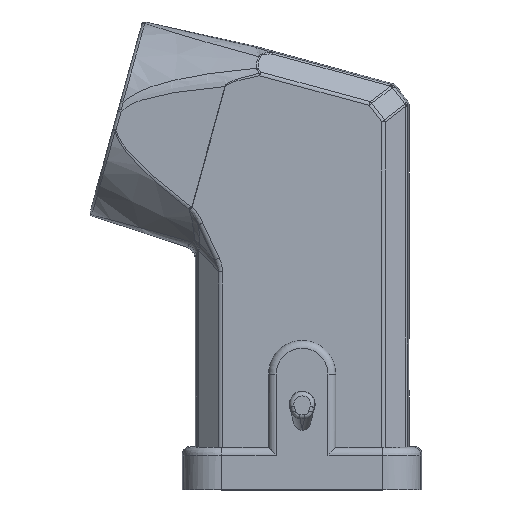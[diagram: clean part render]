
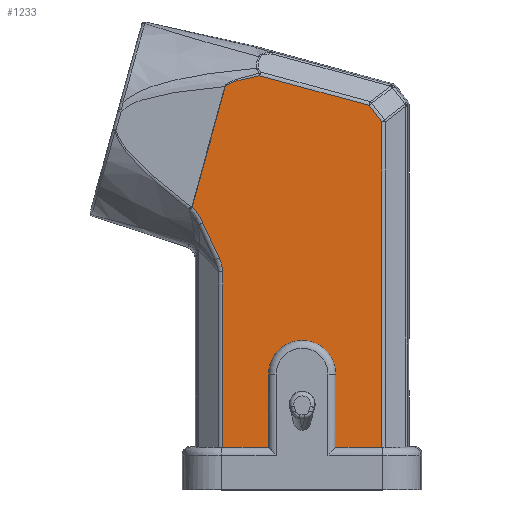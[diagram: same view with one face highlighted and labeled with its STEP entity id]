
A CAD part, top view. The second image highlights one B-rep face of the part: STEP entity #1233.
In plain terms, the highlighted planar face has unit normal (0, 0, 1).
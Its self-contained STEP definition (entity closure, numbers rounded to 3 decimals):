
#139=CIRCLE('',#3896,3.894);
#304=B_SPLINE_CURVE_WITH_KNOTS('',3,(#6015,#6016,#6017,#6018,#6019,#6020,
#6021,#6022,#6023,#6024,#6025,#6026,#6027,#6028,#6029,#6030,#6031,#6032,
#6033,#6034,#6035,#6036,#6037,#6038,#6039,#6040,#6041,#6042),
 .UNSPECIFIED.,.F.,.F.,(4,2,2,2,2,2,2,2,2,2,2,2,2,4),(0.,0.063,
0.125,0.188,0.219,0.25,
0.313,0.344,0.375,0.438,
0.469,0.484,0.5,1.),.UNSPECIFIED.);
#305=B_SPLINE_CURVE_WITH_KNOTS('',3,(#6046,#6047,#6048,#6049),
 .UNSPECIFIED.,.F.,.F.,(4,4),(0.,1.),.UNSPECIFIED.);
#306=B_SPLINE_CURVE_WITH_KNOTS('',3,(#6053,#6054,#6055,#6056),
 .UNSPECIFIED.,.F.,.F.,(4,4),(0.,1.),.UNSPECIFIED.);
#464=PLANE('',#3897);
#562=FACE_OUTER_BOUND('',#1580,.T.);
#810=LINE('',#5785,#1031);
#853=LINE('',#6005,#1074);
#854=LINE('',#6007,#1075);
#855=LINE('',#6009,#1076);
#856=LINE('',#6011,#1077);
#857=LINE('',#6013,#1078);
#858=LINE('',#6044,#1079);
#859=LINE('',#6051,#1080);
#860=LINE('',#6058,#1081);
#861=LINE('',#6059,#1082);
#1031=VECTOR('',#4361,1.);
#1074=VECTOR('',#4487,1.);
#1075=VECTOR('',#4490,1.);
#1076=VECTOR('',#4491,1.);
#1077=VECTOR('',#4492,1.);
#1078=VECTOR('',#4493,1.);
#1079=VECTOR('',#4494,1.);
#1080=VECTOR('',#4495,1.);
#1081=VECTOR('',#4496,1.);
#1082=VECTOR('',#4497,1.);
#1233=ADVANCED_FACE('',(#562),#464,.T.);
#1580=EDGE_LOOP('',(#2157,#2158,#2159,#2160,#2161,#2162,#2163,#2164,#2165,
#2166,#2167,#2168,#2169,#2170));
#2157=ORIENTED_EDGE('',*,*,#3447,.F.);
#2158=ORIENTED_EDGE('',*,*,#3446,.T.);
#2159=ORIENTED_EDGE('',*,*,#3448,.F.);
#2160=ORIENTED_EDGE('',*,*,#3449,.T.);
#2161=ORIENTED_EDGE('',*,*,#3450,.T.);
#2162=ORIENTED_EDGE('',*,*,#3451,.F.);
#2163=ORIENTED_EDGE('',*,*,#3452,.T.);
#2164=ORIENTED_EDGE('',*,*,#3453,.T.);
#2165=ORIENTED_EDGE('',*,*,#3454,.T.);
#2166=ORIENTED_EDGE('',*,*,#3455,.T.);
#2167=ORIENTED_EDGE('',*,*,#3456,.F.);
#2168=ORIENTED_EDGE('',*,*,#3368,.T.);
#2169=ORIENTED_EDGE('',*,*,#3457,.F.);
#2170=ORIENTED_EDGE('',*,*,#3458,.T.);
#2990=VERTEX_POINT('',#5784);
#2991=VERTEX_POINT('',#5786);
#3041=VERTEX_POINT('',#5988);
#3046=VERTEX_POINT('',#6004);
#3047=VERTEX_POINT('',#6008);
#3048=VERTEX_POINT('',#6010);
#3049=VERTEX_POINT('',#6012);
#3050=VERTEX_POINT('',#6014);
#3051=VERTEX_POINT('',#6043);
#3052=VERTEX_POINT('',#6045);
#3053=VERTEX_POINT('',#6050);
#3054=VERTEX_POINT('',#6052);
#3055=VERTEX_POINT('',#6057);
#3056=VERTEX_POINT('',#6060);
#3368=EDGE_CURVE('',#2991,#2990,#810,.T.);
#3446=EDGE_CURVE('',#3041,#3046,#853,.T.);
#3447=EDGE_CURVE('',#3041,#3047,#854,.T.);
#3448=EDGE_CURVE('',#3048,#3046,#855,.T.);
#3449=EDGE_CURVE('',#3048,#3049,#856,.T.);
#3450=EDGE_CURVE('',#3049,#3050,#857,.T.);
#3451=EDGE_CURVE('',#3051,#3050,#304,.T.);
#3452=EDGE_CURVE('',#3051,#3052,#858,.T.);
#3453=EDGE_CURVE('',#3052,#3053,#305,.T.);
#3454=EDGE_CURVE('',#3053,#3054,#859,.T.);
#3455=EDGE_CURVE('',#3054,#3055,#306,.T.);
#3456=EDGE_CURVE('',#2991,#3055,#860,.T.);
#3457=EDGE_CURVE('',#3056,#2990,#861,.T.);
#3458=EDGE_CURVE('',#3056,#3047,#139,.T.);
#3896=AXIS2_PLACEMENT_3D('',#6061,#4498,#4499);
#3897=AXIS2_PLACEMENT_3D('',#6062,#4500,#4501);
#4361=DIRECTION('',(1.,0.,0.));
#4487=DIRECTION('',(1.,0.,0.));
#4490=DIRECTION('',(0.,1.,0.));
#4491=DIRECTION('',(0.,-1.,0.));
#4492=DIRECTION('',(-0.607,0.794,0.));
#4493=DIRECTION('',(-0.965,0.262,0.));
#4494=DIRECTION('',(-0.265,-0.964,0.));
#4495=DIRECTION('',(0.42,-0.908,0.));
#4496=DIRECTION('',(0.,1.,0.));
#4497=DIRECTION('',(0.,-1.,0.));
#4498=DIRECTION('',(0.,0.,-1.));
#4499=DIRECTION('',(-1.,0.,0.));
#4500=DIRECTION('',(0.,0.,1.));
#4501=DIRECTION('',(0.,-1.,0.));
#5784=CARTESIAN_POINT('',(-3.894,4.892,-1.));
#5785=CARTESIAN_POINT('',(-9.225,4.892,-1.));
#5786=CARTESIAN_POINT('',(-9.225,4.892,-1.));
#5988=CARTESIAN_POINT('',(3.894,4.892,-1.));
#6004=CARTESIAN_POINT('',(9.225,4.892,-1.));
#6005=CARTESIAN_POINT('',(3.894,4.892,-1.));
#6007=CARTESIAN_POINT('',(3.894,4.892,-1.));
#6008=CARTESIAN_POINT('',(3.894,13.4,-1.));
#6009=CARTESIAN_POINT('',(9.225,42.644,-1.));
#6010=CARTESIAN_POINT('',(9.225,42.644,-1.));
#6011=CARTESIAN_POINT('',(9.225,42.644,-1.));
#6012=CARTESIAN_POINT('',(7.763,44.556,-1.));
#6013=CARTESIAN_POINT('',(7.763,44.556,-1.));
#6014=CARTESIAN_POINT('',(-4.896,47.998,-1.));
#6015=CARTESIAN_POINT('',(-8.919,46.726,-1.));
#6016=CARTESIAN_POINT('',(-8.909,46.753,-1.));
#6017=CARTESIAN_POINT('',(-8.897,46.774,-1.));
#6018=CARTESIAN_POINT('',(-8.862,46.827,-1.));
#6019=CARTESIAN_POINT('',(-8.818,46.872,-1.));
#6020=CARTESIAN_POINT('',(-8.815,46.875,-1.));
#6021=CARTESIAN_POINT('',(-8.801,46.89,-1.));
#6022=CARTESIAN_POINT('',(-8.752,46.926,-1.));
#6023=CARTESIAN_POINT('',(-8.731,46.941,-1.));
#6024=CARTESIAN_POINT('',(-8.679,46.973,-1.));
#6025=CARTESIAN_POINT('',(-8.619,47.005,-1.));
#6026=CARTESIAN_POINT('',(-8.599,47.015,-1.));
#6027=CARTESIAN_POINT('',(-8.545,47.043,-1.));
#6028=CARTESIAN_POINT('',(-8.456,47.086,-1.));
#6029=CARTESIAN_POINT('',(-8.452,47.088,-1.));
#6030=CARTESIAN_POINT('',(-8.407,47.108,-1.));
#6031=CARTESIAN_POINT('',(-8.329,47.142,-1.));
#6032=CARTESIAN_POINT('',(-8.309,47.15,-1.));
#6033=CARTESIAN_POINT('',(-8.271,47.166,-1.));
#6034=CARTESIAN_POINT('',(-8.175,47.203,-1.));
#6035=CARTESIAN_POINT('',(-8.136,47.217,-1.));
#6036=CARTESIAN_POINT('',(-8.068,47.242,-1.));
#6037=CARTESIAN_POINT('',(-8.044,47.25,-1.));
#6038=CARTESIAN_POINT('',(-7.993,47.268,-1.));
#6039=CARTESIAN_POINT('',(-7.937,47.287,-1.));
#6040=CARTESIAN_POINT('',(-7.898,47.3,-1.));
#6041=CARTESIAN_POINT('',(-6.909,47.639,-1.));
#6042=CARTESIAN_POINT('',(-4.896,47.998,-1.));
#6043=CARTESIAN_POINT('',(-8.919,46.726,-1.));
#6044=CARTESIAN_POINT('',(-8.919,46.726,-1.));
#6045=CARTESIAN_POINT('',(-12.77,32.733,-1.));
#6046=CARTESIAN_POINT('',(-12.77,32.733,-1.));
#6047=CARTESIAN_POINT('',(-12.295,32.284,-1.));
#6048=CARTESIAN_POINT('',(-11.857,31.674,-1.));
#6049=CARTESIAN_POINT('',(-11.506,30.923,-1.));
#6050=CARTESIAN_POINT('',(-11.506,30.923,-1.));
#6051=CARTESIAN_POINT('',(-11.506,30.923,-1.));
#6052=CARTESIAN_POINT('',(-9.633,26.872,-1.));
#6053=CARTESIAN_POINT('',(-9.633,26.872,-1.));
#6054=CARTESIAN_POINT('',(-9.355,26.266,-1.));
#6055=CARTESIAN_POINT('',(-9.223,25.713,-1.));
#6056=CARTESIAN_POINT('',(-9.225,25.242,-1.));
#6057=CARTESIAN_POINT('',(-9.225,25.242,-1.));
#6058=CARTESIAN_POINT('',(-9.225,4.892,-1.));
#6059=CARTESIAN_POINT('',(-3.894,13.4,-1.));
#6060=CARTESIAN_POINT('',(-3.894,13.4,-1.));
#6061=CARTESIAN_POINT('',(0.,13.4,-1.));
#6062=CARTESIAN_POINT('',(14.,55.099,-1.));
